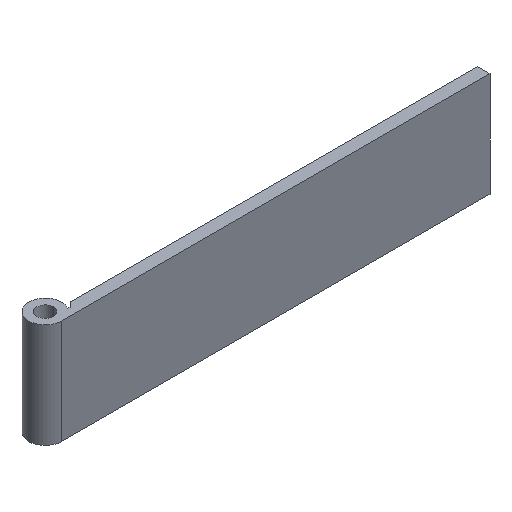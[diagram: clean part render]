
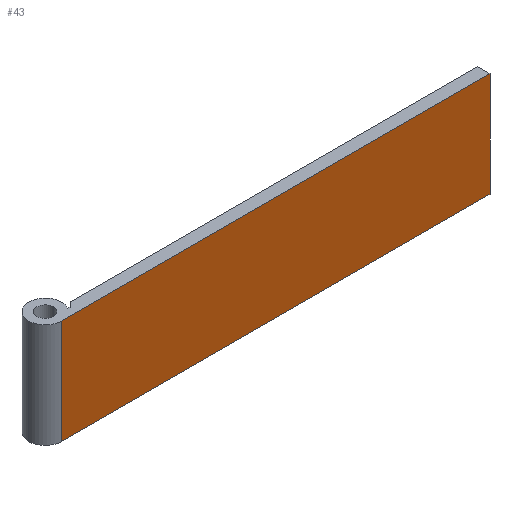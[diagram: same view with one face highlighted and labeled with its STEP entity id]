
A CAD part, isometric view. The second image highlights one B-rep face of the part: STEP entity #43.
In plain terms, the highlighted planar face has unit normal (0, -1, 0).
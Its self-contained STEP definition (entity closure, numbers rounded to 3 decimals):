
#13 = EDGE_CURVE ( 'NONE', #426, #427, #99, .T. ) ;
#16 = EDGE_CURVE ( 'NONE', #427, #422, #109, .T. ) ;
#38 = EDGE_CURVE ( 'NONE', #430, #422, #177, .T. ) ;
#43 = ADVANCED_FACE ( 'NONE', ( #307 ), #192, .F. ) ;
#70 = VECTOR ( 'NONE', #214, 1000. ) ;
#95 = EDGE_LOOP ( 'NONE', ( #443, #406, #442, #401 ) ) ;
#99 = LINE ( 'NONE', #100, #335 ) ;
#100 = CARTESIAN_POINT ( 'NONE',  ( 156., -6., 19. ) ) ;
#101 = DIRECTION ( 'NONE',  ( 1., 0., 0. ) ) ;
#109 = LINE ( 'NONE', #110, #332 ) ;
#110 = CARTESIAN_POINT ( 'NONE',  ( 156., -6., 19. ) ) ;
#111 = DIRECTION ( 'NONE',  ( 0., 0., -1. ) ) ;
#177 = LINE ( 'NONE', #178, #311 ) ;
#178 = CARTESIAN_POINT ( 'NONE',  ( 156., -6., -19. ) ) ;
#179 = DIRECTION ( 'NONE',  ( 1., 0., 0. ) ) ;
#192 = PLANE ( 'NONE',  #293 ) ;
#193 = CARTESIAN_POINT ( 'NONE',  ( 156., -6., 19. ) ) ;
#194 = DIRECTION ( 'NONE',  ( 0., 1., 0. ) ) ;
#195 = DIRECTION ( 'NONE',  ( -1., 0., 0. ) ) ;
#212 = LINE ( 'NONE', #213, #70 ) ;
#213 = CARTESIAN_POINT ( 'NONE',  ( 0., -6., 19. ) ) ;
#214 = DIRECTION ( 'NONE',  ( 0., 0., -1. ) ) ;
#229 = CARTESIAN_POINT ( 'NONE',  ( 156., -6., -19. ) ) ;
#236 = CARTESIAN_POINT ( 'NONE',  ( 0., -6., 19. ) ) ;
#237 = CARTESIAN_POINT ( 'NONE',  ( 156., -6., 19. ) ) ;
#240 = CARTESIAN_POINT ( 'NONE',  ( 0., -6., -19. ) ) ;
#293 = AXIS2_PLACEMENT_3D ( 'NONE', #193, #194, #195 ) ;
#307 = FACE_OUTER_BOUND ( 'NONE', #95, .T. ) ;
#311 = VECTOR ( 'NONE', #179, 1000. ) ;
#332 = VECTOR ( 'NONE', #111, 1000. ) ;
#335 = VECTOR ( 'NONE', #101, 1000. ) ;
#365 = EDGE_CURVE ( 'NONE', #426, #430, #212, .T. ) ;
#401 = ORIENTED_EDGE ( 'NONE', *, *, #365, .T. ) ;
#406 = ORIENTED_EDGE ( 'NONE', *, *, #16, .F. ) ;
#422 = VERTEX_POINT ( 'NONE', #229 ) ;
#426 = VERTEX_POINT ( 'NONE', #236 ) ;
#427 = VERTEX_POINT ( 'NONE', #237 ) ;
#430 = VERTEX_POINT ( 'NONE', #240 ) ;
#442 = ORIENTED_EDGE ( 'NONE', *, *, #13, .F. ) ;
#443 = ORIENTED_EDGE ( 'NONE', *, *, #38, .T. ) ;
